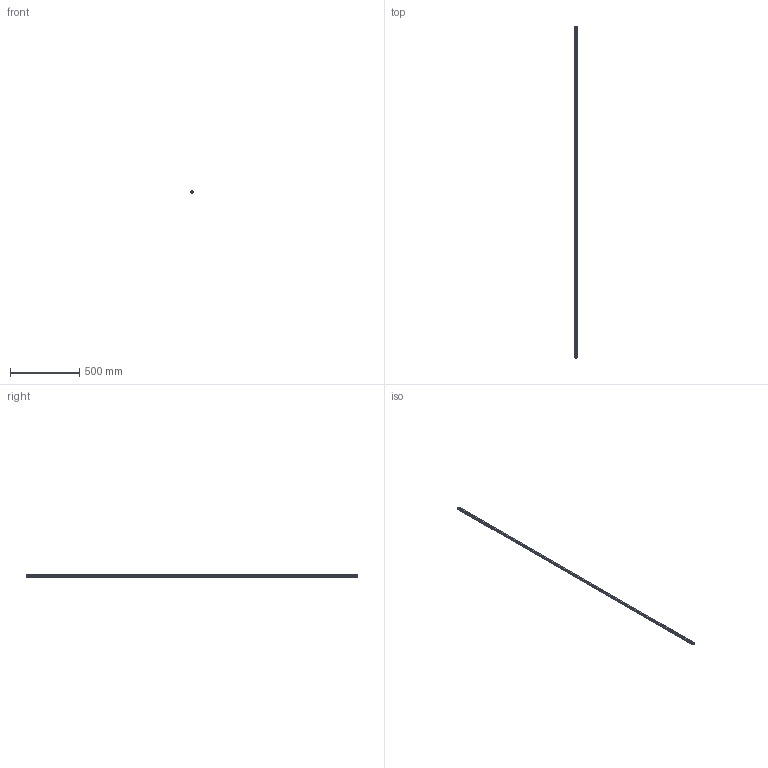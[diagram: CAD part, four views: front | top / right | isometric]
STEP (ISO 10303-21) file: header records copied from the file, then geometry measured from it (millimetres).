
FILE_DESCRIPTION(('STEP AP214'),'1');
FILE_NAME('cctmp_632B6DD0-52D0-44FA-94B7-1845CC0022FB_2021_01_19_13_58_39_0280..stp','2021-01-19T12:58:39',('HIWIN GmbH'),('CADClick - www.CADClick.com'),'Spatial InterOp 3D',' ','unknown authorization');
FILE_SCHEMA(('AUTOMOTIVE_DESIGN'));
Length unit declared in the file: millimetre
Products named in the file (1): HGR15T2400C_FILE
Bounding box: 15 x 2400 x 15 mm (x, y, z)
Volume: 450509.8 mm3; surface area: 152308.2 mm2
Topology: 1 solids, 1 shells, 275 faces, 727 edges, 418 vertices
Faces by surface type: cylinder 106, plane 89, cone 80
Entity records: 10097 total; most frequent: DIRECTION 1411, CARTESIAN_POINT 1341, ORIENTED_EDGE 1294, EDGE_CURVE 647, AXIS2_PLACEMENT_3D 488, LINE 435, VECTOR 435, VERTEX_POINT 418
